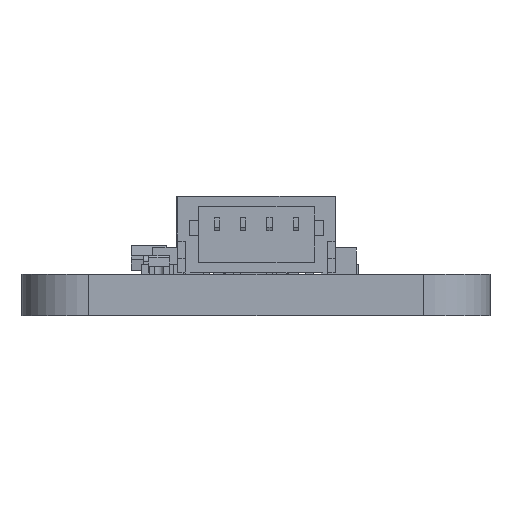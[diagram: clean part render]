
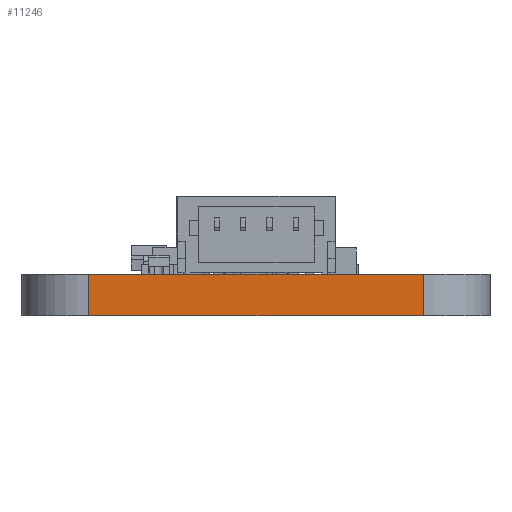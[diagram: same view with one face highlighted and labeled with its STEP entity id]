
A CAD part, left-side view. The second image highlights one B-rep face of the part: STEP entity #11246.
In plain terms, the highlighted planar face has unit normal (-1, 0, 0).
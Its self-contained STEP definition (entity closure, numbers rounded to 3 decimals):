
#203=PLANE('',#12049);
#731=FACE_OUTER_BOUND('',#1341,.T.);
#1341=EDGE_LOOP('',(#7653,#7654,#7655,#7656));
#2024=LINE('',#16046,#3391);
#2025=LINE('',#16049,#3392);
#2026=LINE('',#16051,#3393);
#2027=LINE('',#16052,#3394);
#3391=VECTOR('',#13021,10.);
#3392=VECTOR('',#13024,10.);
#3393=VECTOR('',#13025,10.);
#3394=VECTOR('',#13026,10.);
#4986=VERTEX_POINT('',#16042);
#4987=VERTEX_POINT('',#16044);
#4988=VERTEX_POINT('',#16048);
#4989=VERTEX_POINT('',#16050);
#6044=EDGE_CURVE('',#4986,#4987,#2024,.T.);
#6045=EDGE_CURVE('',#4988,#4986,#2025,.T.);
#6046=EDGE_CURVE('',#4989,#4987,#2026,.T.);
#6047=EDGE_CURVE('',#4988,#4989,#2027,.T.);
#7653=ORIENTED_EDGE('',*,*,#6045,.T.);
#7654=ORIENTED_EDGE('',*,*,#6044,.T.);
#7655=ORIENTED_EDGE('',*,*,#6046,.F.);
#7656=ORIENTED_EDGE('',*,*,#6047,.F.);
#11246=ADVANCED_FACE('',(#731),#203,.T.);
#12049=AXIS2_PLACEMENT_3D('',#16047,#13022,#13023);
#13021=DIRECTION('',(0.,0.,1.));
#13022=DIRECTION('center_axis',(-1.,0.,0.));
#13023=DIRECTION('ref_axis',(0.,-1.,0.));
#13024=DIRECTION('',(0.,-1.,0.));
#13025=DIRECTION('',(0.,-1.,0.));
#13026=DIRECTION('',(0.,0.,1.));
#16042=CARTESIAN_POINT('',(0.,2.54,0.));
#16044=CARTESIAN_POINT('',(0.,2.54,1.57));
#16046=CARTESIAN_POINT('',(0.,2.54,0.));
#16047=CARTESIAN_POINT('Origin',(0.,15.24,0.));
#16048=CARTESIAN_POINT('',(0.,15.24,0.));
#16049=CARTESIAN_POINT('',(0.,15.24,0.));
#16050=CARTESIAN_POINT('',(0.,15.24,1.57));
#16051=CARTESIAN_POINT('',(0.,15.24,1.57));
#16052=CARTESIAN_POINT('',(0.,15.24,0.));
